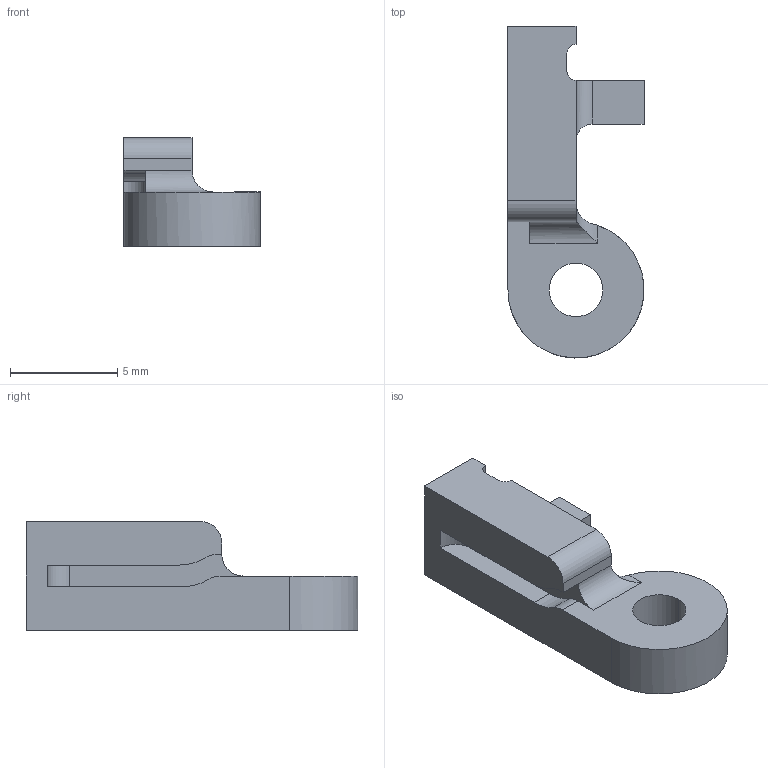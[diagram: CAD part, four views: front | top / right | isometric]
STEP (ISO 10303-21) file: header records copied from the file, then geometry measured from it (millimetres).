
FILE_DESCRIPTION (( 'STEP AP203' ), '1' );
FILE_NAME ('Helical Arm.STEP', '2019-08-20T18:30:22', ( '' ), ( '' ), 'SwSTEP 2.0', 'SolidWorks 2018', '' );
FILE_SCHEMA (( 'CONFIG_CONTROL_DESIGN' ));
Length unit declared in the file: inch
Products named in the file (1): Helical Arm
Bounding box: 6.35 x 15.48 x 5.08 mm (x, y, z)
Volume: 226.6 mm3; surface area: 340.8 mm2
Topology: 1 solids, 1 shells, 33 faces, 90 edges, 59 vertices
Faces by surface type: plane 17, cylinder 16
Entity records: 1130 total; most frequent: CARTESIAN_POINT 195, DIRECTION 180, ORIENTED_EDGE 180, EDGE_CURVE 90, AXIS2_PLACEMENT_3D 60, VECTOR 60, LINE 60, VERTEX_POINT 59
